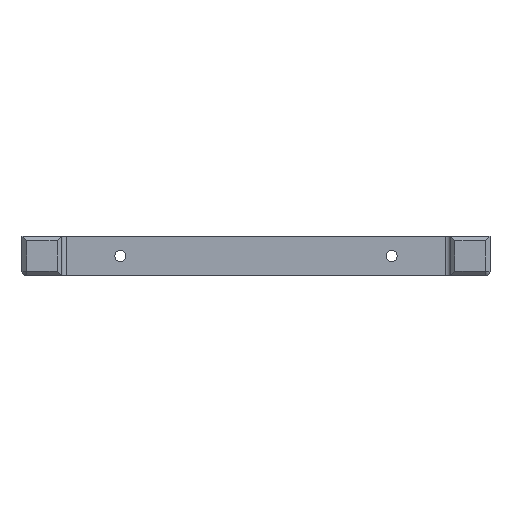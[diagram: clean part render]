
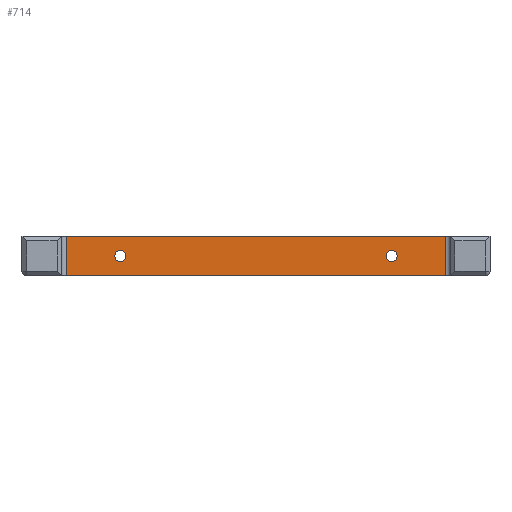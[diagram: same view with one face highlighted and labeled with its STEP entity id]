
A CAD part, front view. The second image highlights one B-rep face of the part: STEP entity #714.
In plain terms, the highlighted planar face has unit normal (0, -1, 0).
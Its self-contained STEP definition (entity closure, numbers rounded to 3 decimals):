
#45 = VERTEX_POINT ( 'NONE', #1345 ) ;
#89 = CARTESIAN_POINT ( 'NONE',  ( -40.5, -49.75, -4.25 ) ) ;
#219 = EDGE_LOOP ( 'NONE', ( #1871, #617, #1146, #1223 ) ) ;
#229 = CARTESIAN_POINT ( 'NONE',  ( 29., -49.75, -1.2 ) ) ;
#234 = ORIENTED_EDGE ( 'NONE', *, *, #436, .F. ) ;
#306 = FACE_BOUND ( 'NONE', #1171, .T. ) ;
#316 = VERTEX_POINT ( 'NONE', #229 ) ;
#340 = DIRECTION ( 'NONE',  ( 0., 1., 0. ) ) ;
#398 = LINE ( 'NONE', #2048, #2029 ) ;
#425 = CIRCLE ( 'NONE', #1823, 1.2 ) ;
#436 = EDGE_CURVE ( 'NONE', #1492, #1719, #2026, .T. ) ;
#467 = FACE_OUTER_BOUND ( 'NONE', #219, .T. ) ;
#582 = CARTESIAN_POINT ( 'NONE',  ( 29., -49.75, 0. ) ) ;
#617 = ORIENTED_EDGE ( 'NONE', *, *, #1147, .F. ) ;
#665 = LINE ( 'NONE', #1649, #2965 ) ;
#677 = EDGE_CURVE ( 'NONE', #316, #45, #425, .T. ) ;
#714 = ADVANCED_FACE ( 'NONE', ( #306, #1793, #467 ), #1586, .F. ) ;
#732 = CARTESIAN_POINT ( 'NONE',  ( -29., -49.75, 0. ) ) ;
#736 = LINE ( 'NONE', #1448, #1904 ) ;
#742 = ORIENTED_EDGE ( 'NONE', *, *, #1507, .F. ) ;
#749 = EDGE_CURVE ( 'NONE', #45, #316, #2993, .T. ) ;
#771 = CIRCLE ( 'NONE', #2506, 1.2 ) ;
#781 = VERTEX_POINT ( 'NONE', #3107 ) ;
#803 = DIRECTION ( 'NONE',  ( 0., 0., 1. ) ) ;
#877 = CARTESIAN_POINT ( 'NONE',  ( -40.5, -49.75, 4.25 ) ) ;
#966 = CARTESIAN_POINT ( 'NONE',  ( -40.5, -49.75, -4.25 ) ) ;
#1075 = CARTESIAN_POINT ( 'NONE',  ( -29., -49.75, 1.2 ) ) ;
#1146 = ORIENTED_EDGE ( 'NONE', *, *, #2603, .F. ) ;
#1147 = EDGE_CURVE ( 'NONE', #2397, #2771, #736, .T. ) ;
#1171 = EDGE_LOOP ( 'NONE', ( #234, #742 ) ) ;
#1179 = DIRECTION ( 'NONE',  ( 0., 0., -1. ) ) ;
#1190 = EDGE_LOOP ( 'NONE', ( #1268, #2509 ) ) ;
#1202 = DIRECTION ( 'NONE',  ( 0., -1., 0. ) ) ;
#1223 = ORIENTED_EDGE ( 'NONE', *, *, #2176, .T. ) ;
#1261 = AXIS2_PLACEMENT_3D ( 'NONE', #2161, #3123, #1432 ) ;
#1268 = ORIENTED_EDGE ( 'NONE', *, *, #677, .F. ) ;
#1345 = CARTESIAN_POINT ( 'NONE',  ( 29., -49.75, 1.2 ) ) ;
#1358 = DIRECTION ( 'NONE',  ( -1., 0., 0. ) ) ;
#1432 = DIRECTION ( 'NONE',  ( 0., 0., -1. ) ) ;
#1444 = CARTESIAN_POINT ( 'NONE',  ( -29., -49.75, -1.2 ) ) ;
#1448 = CARTESIAN_POINT ( 'NONE',  ( -40.5, -49.75, -4.25 ) ) ;
#1492 = VERTEX_POINT ( 'NONE', #1444 ) ;
#1507 = EDGE_CURVE ( 'NONE', #1719, #1492, #771, .T. ) ;
#1572 = VECTOR ( 'NONE', #1358, 1000. ) ;
#1586 = PLANE ( 'NONE',  #2119 ) ;
#1634 = DIRECTION ( 'NONE',  ( -1., 0., 0. ) ) ;
#1649 = CARTESIAN_POINT ( 'NONE',  ( -40.5, -49.75, 4.25 ) ) ;
#1677 = CARTESIAN_POINT ( 'NONE',  ( 29., -49.75, 0. ) ) ;
#1713 = AXIS2_PLACEMENT_3D ( 'NONE', #1677, #1202, #1179 ) ;
#1719 = VERTEX_POINT ( 'NONE', #1075 ) ;
#1793 = FACE_BOUND ( 'NONE', #1190, .T. ) ;
#1823 = AXIS2_PLACEMENT_3D ( 'NONE', #582, #1843, #1832 ) ;
#1832 = DIRECTION ( 'NONE',  ( 0., 0., -1. ) ) ;
#1843 = DIRECTION ( 'NONE',  ( 0., -1., 0. ) ) ;
#1871 = ORIENTED_EDGE ( 'NONE', *, *, #2711, .T. ) ;
#1904 = VECTOR ( 'NONE', #2425, 1000. ) ;
#2026 = CIRCLE ( 'NONE', #1261, 1.2 ) ;
#2029 = VECTOR ( 'NONE', #803, 1000. ) ;
#2048 = CARTESIAN_POINT ( 'NONE',  ( 40.5, -49.75, -4.25 ) ) ;
#2076 = DIRECTION ( 'NONE',  ( -1., 0., 0. ) ) ;
#2119 = AXIS2_PLACEMENT_3D ( 'NONE', #89, #340, #2076 ) ;
#2161 = CARTESIAN_POINT ( 'NONE',  ( -29., -49.75, 0. ) ) ;
#2176 = EDGE_CURVE ( 'NONE', #2532, #781, #398, .T. ) ;
#2397 = VERTEX_POINT ( 'NONE', #966 ) ;
#2425 = DIRECTION ( 'NONE',  ( 0., 0., 1. ) ) ;
#2429 = DIRECTION ( 'NONE',  ( 0., -1., 0. ) ) ;
#2506 = AXIS2_PLACEMENT_3D ( 'NONE', #732, #2429, #2662 ) ;
#2509 = ORIENTED_EDGE ( 'NONE', *, *, #749, .F. ) ;
#2532 = VERTEX_POINT ( 'NONE', #3008 ) ;
#2603 = EDGE_CURVE ( 'NONE', #2532, #2397, #3035, .T. ) ;
#2662 = DIRECTION ( 'NONE',  ( 0., 0., -1. ) ) ;
#2711 = EDGE_CURVE ( 'NONE', #781, #2771, #665, .T. ) ;
#2771 = VERTEX_POINT ( 'NONE', #877 ) ;
#2792 = CARTESIAN_POINT ( 'NONE',  ( -40.5, -49.75, -4.25 ) ) ;
#2965 = VECTOR ( 'NONE', #1634, 1000. ) ;
#2993 = CIRCLE ( 'NONE', #1713, 1.2 ) ;
#3008 = CARTESIAN_POINT ( 'NONE',  ( 40.5, -49.75, -4.25 ) ) ;
#3035 = LINE ( 'NONE', #2792, #1572 ) ;
#3107 = CARTESIAN_POINT ( 'NONE',  ( 40.5, -49.75, 4.25 ) ) ;
#3123 = DIRECTION ( 'NONE',  ( 0., -1., 0. ) ) ;
